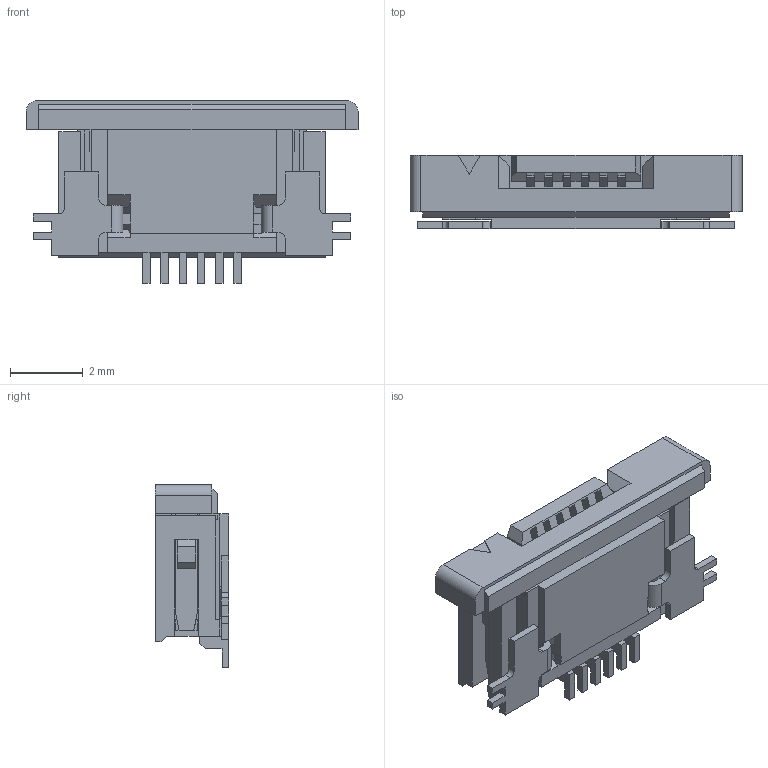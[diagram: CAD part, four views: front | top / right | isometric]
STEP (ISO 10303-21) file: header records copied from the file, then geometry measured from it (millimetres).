
FILE_DESCRIPTION(/* description */ ('STEP AP214'),/* implementation_level */ '2;1');
FILE_NAME(/* name */ '60a9d604c87f480b81bbdc50',/* time_stamp */ '2021-05-23T04:11:49+00:00',/* author */ (''),/* organization */ (''),/* preprocessor_version */ 'ST-DEVELOPER v18.1',/* originating_system */ ' ',/* authorisation */ ' ');
FILE_SCHEMA (('AUTOMOTIVE_DESIGN {1 0 10303 214 3 1 1}'));
Length unit declared in the file: metre
Products named in the file (9):   CCURVE;     MSBR
Bounding box: 9.1 x 2 x 5 mm (x, y, z)
Volume: 50 mm3; surface area: 252.6 mm2
Topology: 1 solids, 1 shells, 405 faces, 1231 edges, 856 vertices
Faces by surface type: plane 371, cylinder 34
Entity records: 14125 total; most frequent: CARTESIAN_POINT 2435, ORIENTED_EDGE 2390, DIRECTION 2134, EDGE_CURVE 1195, LINE 1152, VECTOR 1152, VERTEX_POINT 784, AXIS2_PLACEMENT_3D 491
